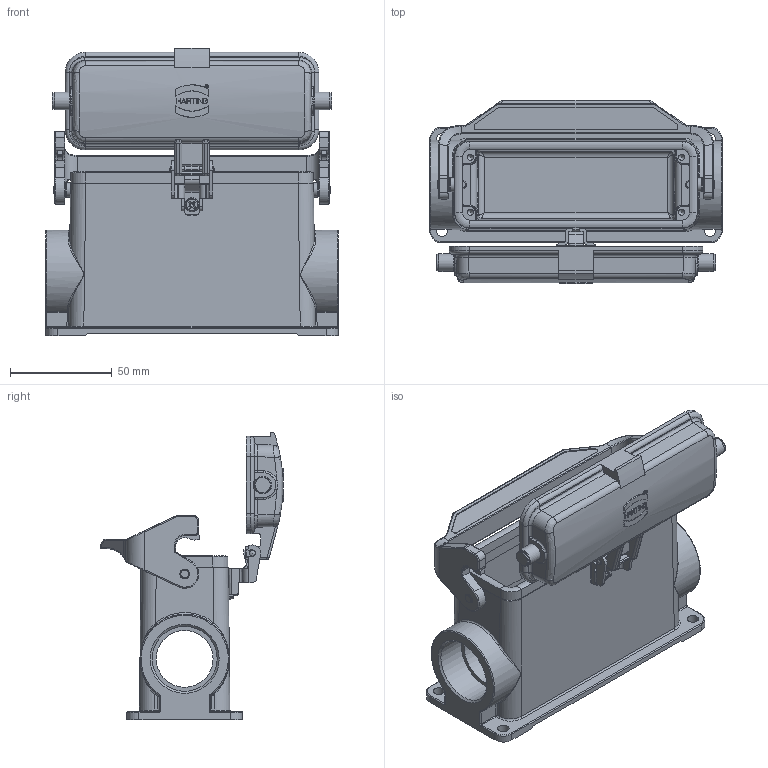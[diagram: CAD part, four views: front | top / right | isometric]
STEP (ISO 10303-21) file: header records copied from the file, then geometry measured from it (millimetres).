
FILE_DESCRIPTION(/* description */ (''),/* implementation_level */ '2;1');
FILE_NAME(/* name */ '100169312ugm000_c.stp',/* time_stamp */ '2017-11-03T10:18:30+01:00',/* author */ (''),/* organization */ (''),/* preprocessor_version */ 'ST-DEVELOPER v16',/* originating_system */ 'SIEMENS PLM Software NX 10.0',/* authorisation */ '');
FILE_SCHEMA (('AUTOMOTIVE_DESIGN { 1 0 10303 214 3 1 1 1 }'));
Products named in the file (1): 100169312ugm000_c
Bounding box: 144 x 90.22 x 141.58 mm (x, y, z)
Volume: 206932.3 mm3; surface area: 103586.9 mm2
Topology: 3 solids, 4 shells, 1072 faces, 3395 edges, 2962 vertices
Faces by surface type: plane 485, cylinder 325, bspline 168, cone 42, torus 34, extrusion 16, sphere 2
Full cylindrical faces by diameter (mm): 1.52 x1, 1.68 x1, 2.95 x2, 3 x8, 4 x5, 4.8 x2, 5 x2, 5.6 x4, 7 x3, 8 x2, 8.8 x2, 28 x2, 32 x2
Entity records: 49304 total; most frequent: CARTESIAN_POINT 15125, ORIENTED_EDGE 5334, DIRECTION 5114, EDGE_CURVE 2667, AXIS2_PLACEMENT_3D 1748, VERTEX_POINT 1722, VECTOR 1618, LINE 1602
